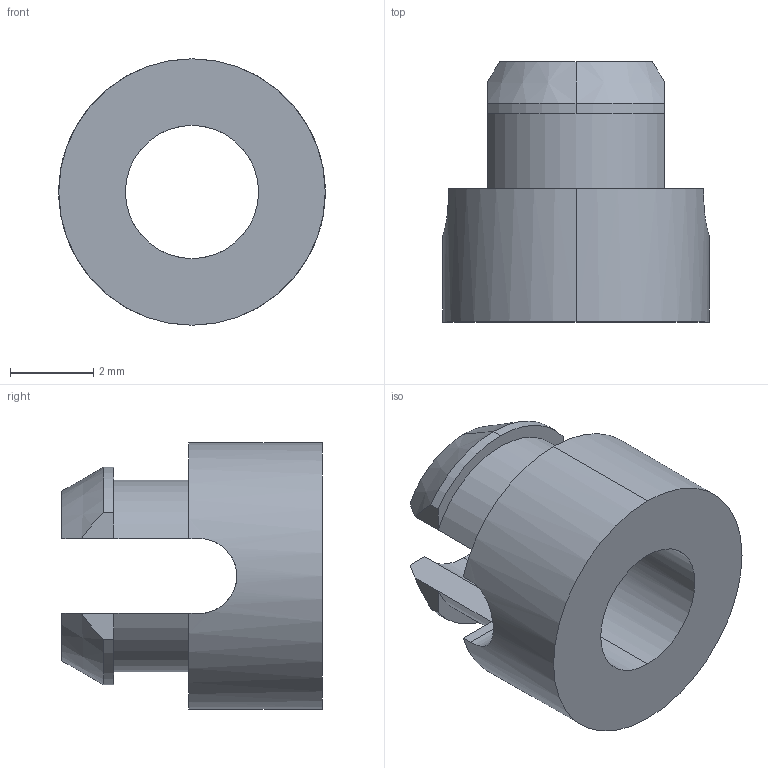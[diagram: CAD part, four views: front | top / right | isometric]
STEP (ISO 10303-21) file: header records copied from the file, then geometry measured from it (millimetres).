
FILE_DESCRIPTION(('STEP AP214'),'1');
FILE_NAME('14950.stp','2016-12-01T16:50:50',('TraceParts'),('TraceParts S.A.'),'Spatial InterOp 3D',' ',' ');
FILE_SCHEMA(('automotive_design'));
Length unit declared in the file: millimetre
Products named in the file (1): Imported1
Bounding box: 6.4 x 6.25 x 6.4 mm (x, y, z)
Volume: 90.8 mm3; surface area: 206.9 mm2
Topology: 1 solids, 1 shells, 31 faces, 88 edges, 58 vertices
Faces by surface type: plane 15, cylinder 12, cone 4
Entity records: 1351 total; most frequent: CARTESIAN_POINT 262, ORIENTED_EDGE 176, DIRECTION 168, EDGE_CURVE 88, AXIS2_PLACEMENT_3D 60, VERTEX_POINT 58, LINE 48, VECTOR 48
